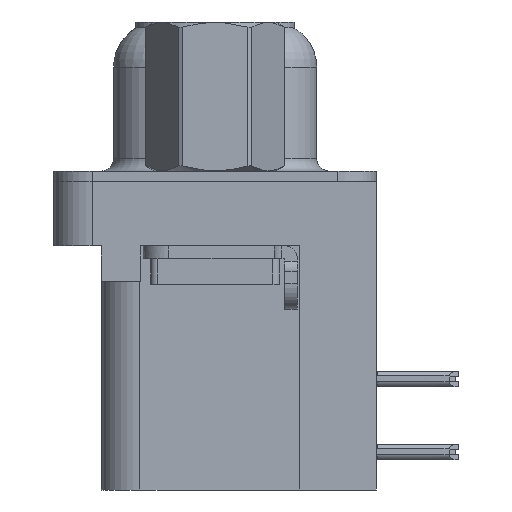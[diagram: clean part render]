
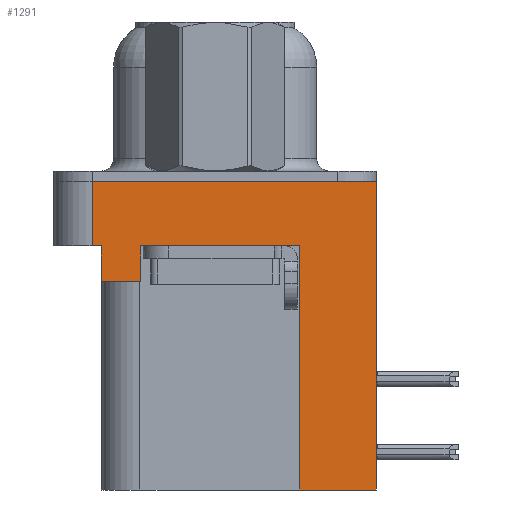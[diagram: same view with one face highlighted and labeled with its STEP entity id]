
A CAD part, left-side view. The second image highlights one B-rep face of the part: STEP entity #1291.
In plain terms, the highlighted planar face has unit normal (-1, 0, 0).
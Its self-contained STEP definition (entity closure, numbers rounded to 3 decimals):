
#541 = CARTESIAN_POINT ( 'NONE',  ( -2.935, -6.275, -2.5 ) ) ;
#1201 = VECTOR ( 'NONE', #7579, 1000. ) ;
#1261 = CARTESIAN_POINT ( 'NONE',  ( -2.935, -3.295, -12. ) ) ;
#1291 = ADVANCED_FACE ( 'NONE', ( #14990 ), #11719, .T. ) ;
#2185 = VECTOR ( 'NONE', #2966, 1000. ) ;
#2860 = VECTOR ( 'NONE', #11853, 1000. ) ;
#2966 = DIRECTION ( 'NONE',  ( 0., 0., 1. ) ) ;
#3925 = VERTEX_POINT ( 'NONE', #10994 ) ;
#4095 = LINE ( 'NONE', #17846, #22233 ) ;
#4274 = VERTEX_POINT ( 'NONE', #10392 ) ;
#4629 = LINE ( 'NONE', #13944, #22777 ) ;
#4679 = DIRECTION ( 'NONE',  ( 0., 0., 1. ) ) ;
#5063 = CARTESIAN_POINT ( 'NONE',  ( -2.935, -3.295, -12. ) ) ;
#5671 = CARTESIAN_POINT ( 'NONE',  ( -2.935, -6.275, -2.5 ) ) ;
#6277 = CARTESIAN_POINT ( 'NONE',  ( -2.935, 4.425, -3.9 ) ) ;
#6984 = CARTESIAN_POINT ( 'NONE',  ( -2.935, -3.295, -2.5 ) ) ;
#7055 = CARTESIAN_POINT ( 'NONE',  ( -2.935, 4.775, 0. ) ) ;
#7437 = ORIENTED_EDGE ( 'NONE', *, *, #20385, .T. ) ;
#7579 = DIRECTION ( 'NONE',  ( 0., 0., 1. ) ) ;
#7667 = LINE ( 'NONE', #6277, #30633 ) ;
#8077 = DIRECTION ( 'NONE',  ( 0., -1., 0. ) ) ;
#8804 = CARTESIAN_POINT ( 'NONE',  ( -2.935, -6.275, 0. ) ) ;
#9467 = CARTESIAN_POINT ( 'NONE',  ( -2.935, -6.275, -2.5 ) ) ;
#10055 = EDGE_CURVE ( 'NONE', #4274, #24073, #21722, .T. ) ;
#10289 = VERTEX_POINT ( 'NONE', #26028 ) ;
#10392 = CARTESIAN_POINT ( 'NONE',  ( -2.935, 2.895, -2.5 ) ) ;
#10476 = EDGE_LOOP ( 'NONE', ( #14708, #19327, #24185, #15292, #22987, #12851, #12563, #27702, #15214, #7437 ) ) ;
#10994 = CARTESIAN_POINT ( 'NONE',  ( -2.935, -6.275, -12. ) ) ;
#11719 = PLANE ( 'NONE',  #23328 ) ;
#11853 = DIRECTION ( 'NONE',  ( 0., -1., 0. ) ) ;
#12264 = LINE ( 'NONE', #18754, #18431 ) ;
#12563 = ORIENTED_EDGE ( 'NONE', *, *, #10055, .T. ) ;
#12693 = EDGE_CURVE ( 'NONE', #22836, #4274, #4629, .T. ) ;
#12851 = ORIENTED_EDGE ( 'NONE', *, *, #12693, .T. ) ;
#13075 = LINE ( 'NONE', #5671, #19289 ) ;
#13195 = DIRECTION ( 'NONE',  ( 0., 1., 0. ) ) ;
#13221 = DIRECTION ( 'NONE',  ( 0., 0., 1. ) ) ;
#13244 = DIRECTION ( 'NONE',  ( -1., 0., 0. ) ) ;
#13944 = CARTESIAN_POINT ( 'NONE',  ( -2.935, 2.895, -3.9 ) ) ;
#14045 = DIRECTION ( 'NONE',  ( 0., 0., 1. ) ) ;
#14260 = VERTEX_POINT ( 'NONE', #22936 ) ;
#14708 = ORIENTED_EDGE ( 'NONE', *, *, #28131, .F. ) ;
#14990 = FACE_OUTER_BOUND ( 'NONE', #10476, .T. ) ;
#15167 = EDGE_CURVE ( 'NONE', #27025, #24073, #20802, .T. ) ;
#15214 = ORIENTED_EDGE ( 'NONE', *, *, #16938, .F. ) ;
#15292 = ORIENTED_EDGE ( 'NONE', *, *, #17169, .F. ) ;
#15593 = CARTESIAN_POINT ( 'NONE',  ( -2.935, 4.775, -2.5 ) ) ;
#15839 = CARTESIAN_POINT ( 'NONE',  ( -2.935, -6.275, -2.5 ) ) ;
#15879 = VECTOR ( 'NONE', #29919, 1000. ) ;
#16938 = EDGE_CURVE ( 'NONE', #3925, #27025, #4095, .T. ) ;
#16947 = EDGE_CURVE ( 'NONE', #20203, #24730, #28599, .T. ) ;
#17169 = EDGE_CURVE ( 'NONE', #10289, #14260, #12264, .T. ) ;
#17846 = CARTESIAN_POINT ( 'NONE',  ( -2.935, -3.295, -12. ) ) ;
#17950 = DIRECTION ( 'NONE',  ( 0., 1., 0. ) ) ;
#18292 = CARTESIAN_POINT ( 'NONE',  ( -2.935, 4.775, -2.5 ) ) ;
#18431 = VECTOR ( 'NONE', #4679, 1000. ) ;
#18458 = VERTEX_POINT ( 'NONE', #23901 ) ;
#18754 = CARTESIAN_POINT ( 'NONE',  ( -2.935, 4.425, -3.9 ) ) ;
#19289 = VECTOR ( 'NONE', #8077, 1000. ) ;
#19327 = ORIENTED_EDGE ( 'NONE', *, *, #16947, .F. ) ;
#19570 = VECTOR ( 'NONE', #20506, 1000. ) ;
#20203 = VERTEX_POINT ( 'NONE', #18292 ) ;
#20385 = EDGE_CURVE ( 'NONE', #3925, #18458, #27466, .T. ) ;
#20506 = DIRECTION ( 'NONE',  ( 0., -1., 0. ) ) ;
#20802 = LINE ( 'NONE', #5063, #1201 ) ;
#21722 = LINE ( 'NONE', #15839, #2860 ) ;
#22233 = VECTOR ( 'NONE', #13195, 1000. ) ;
#22777 = VECTOR ( 'NONE', #14045, 1000. ) ;
#22836 = VERTEX_POINT ( 'NONE', #29899 ) ;
#22936 = CARTESIAN_POINT ( 'NONE',  ( -2.935, 4.425, -2.5 ) ) ;
#22987 = ORIENTED_EDGE ( 'NONE', *, *, #23861, .F. ) ;
#23328 = AXIS2_PLACEMENT_3D ( 'NONE', #9467, #13244, #13221 ) ;
#23861 = EDGE_CURVE ( 'NONE', #22836, #10289, #7667, .T. ) ;
#23901 = CARTESIAN_POINT ( 'NONE',  ( -2.935, -6.275, 0. ) ) ;
#24073 = VERTEX_POINT ( 'NONE', #6984 ) ;
#24185 = ORIENTED_EDGE ( 'NONE', *, *, #26486, .T. ) ;
#24730 = VERTEX_POINT ( 'NONE', #7055 ) ;
#26028 = CARTESIAN_POINT ( 'NONE',  ( -2.935, 4.425, -3.9 ) ) ;
#26486 = EDGE_CURVE ( 'NONE', #20203, #14260, #13075, .T. ) ;
#27025 = VERTEX_POINT ( 'NONE', #1261 ) ;
#27466 = LINE ( 'NONE', #541, #2185 ) ;
#27702 = ORIENTED_EDGE ( 'NONE', *, *, #15167, .F. ) ;
#28131 = EDGE_CURVE ( 'NONE', #24730, #18458, #28232, .T. ) ;
#28232 = LINE ( 'NONE', #8804, #19570 ) ;
#28599 = LINE ( 'NONE', #15593, #15879 ) ;
#29899 = CARTESIAN_POINT ( 'NONE',  ( -2.935, 2.895, -3.9 ) ) ;
#29919 = DIRECTION ( 'NONE',  ( 0., 0., 1. ) ) ;
#30633 = VECTOR ( 'NONE', #17950, 1000. ) ;
